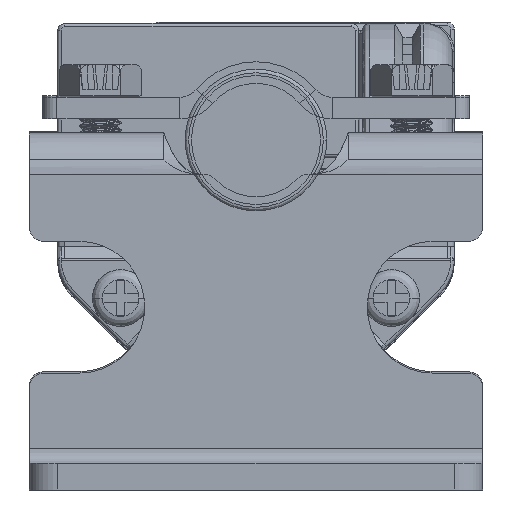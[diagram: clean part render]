
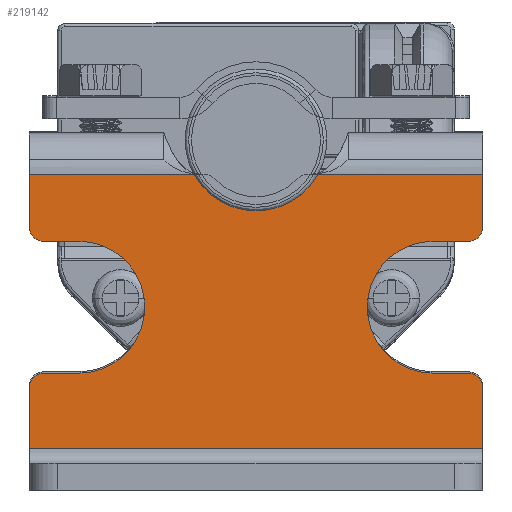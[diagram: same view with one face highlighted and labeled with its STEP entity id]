
A CAD part, front view. The second image highlights one B-rep face of the part: STEP entity #219142.
In plain terms, the highlighted planar face has unit normal (0, -1, 0).
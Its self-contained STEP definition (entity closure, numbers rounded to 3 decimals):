
#208600=CARTESIAN_POINT('',(-3.666,-1.9,21.3));
#208601=DIRECTION('',(0.,-1.,0.));
#208602=DIRECTION('',(0.733,0.,0.68));
#208603=AXIS2_PLACEMENT_3D('',#208600,#208601,#208602);
#208605=CARTESIAN_POINT('',(0.,-1.9,24.7));
#208606=DIRECTION('',(0.,1.,0.));
#208607=DIRECTION('',(0.733,0.,-0.68));
#208608=AXIS2_PLACEMENT_3D('',#208605,#208606,#208607);
#208610=CARTESIAN_POINT('',(3.666,-1.9,21.3));
#208611=DIRECTION('',(0.,-1.,0.));
#208612=DIRECTION('',(0.,0.,1.));
#208613=AXIS2_PLACEMENT_3D('',#208610,#208611,#208612);
#208615=DIRECTION('',(-1.,0.,0.));
#208616=VECTOR('',#208615,0.313);
#208617=CARTESIAN_POINT('',(3.979,-1.9,22.3));
#208618=LINE('',#208617,#208616);
#208619=CARTESIAN_POINT('',(15.,-1.9,18.55));
#208620=DIRECTION('',(0.,-1.,0.));
#208621=DIRECTION('',(0.,0.,-1.));
#208622=AXIS2_PLACEMENT_3D('',#208619,#208620,#208621);
#208624=DIRECTION('',(-1.,0.,0.));
#208625=VECTOR('',#208624,2.5);
#208626=CARTESIAN_POINT('',(15.,-1.9,17.55));
#208627=LINE('',#208626,#208625);
#208628=CARTESIAN_POINT('',(12.5,-1.9,12.9));
#208629=DIRECTION('',(0.,-1.,0.));
#208630=DIRECTION('',(0.,0.,1.));
#208631=AXIS2_PLACEMENT_3D('',#208628,#208629,#208630);
#208633=DIRECTION('',(-1.,0.,0.));
#208634=VECTOR('',#208633,2.5);
#208635=CARTESIAN_POINT('',(15.,-1.9,8.25));
#208636=LINE('',#208635,#208634);
#208637=CARTESIAN_POINT('',(15.,-1.9,7.25));
#208638=DIRECTION('',(0.,-1.,0.));
#208639=DIRECTION('',(1.,0.,0.));
#208640=AXIS2_PLACEMENT_3D('',#208637,#208638,#208639);
#208642=DIRECTION('',(1.,0.,0.));
#208643=VECTOR('',#208642,32.);
#208644=CARTESIAN_POINT('',(-16.,-1.9,2.9));
#208645=LINE('',#208644,#208643);
#208646=CARTESIAN_POINT('',(-15.,-1.9,7.25));
#208647=DIRECTION('',(0.,-1.,0.));
#208648=DIRECTION('',(0.,0.,1.));
#208649=AXIS2_PLACEMENT_3D('',#208646,#208647,#208648);
#208651=DIRECTION('',(1.,0.,0.));
#208652=VECTOR('',#208651,2.5);
#208653=CARTESIAN_POINT('',(-15.,-1.9,8.25));
#208654=LINE('',#208653,#208652);
#208655=CARTESIAN_POINT('',(-12.5,-1.9,12.9));
#208656=DIRECTION('',(0.,-1.,0.));
#208657=DIRECTION('',(0.,0.,-1.));
#208658=AXIS2_PLACEMENT_3D('',#208655,#208656,#208657);
#208660=DIRECTION('',(1.,0.,0.));
#208661=VECTOR('',#208660,2.5);
#208662=CARTESIAN_POINT('',(-15.,-1.9,17.55));
#208663=LINE('',#208662,#208661);
#208664=CARTESIAN_POINT('',(-15.,-1.9,18.55));
#208665=DIRECTION('',(0.,-1.,0.));
#208666=DIRECTION('',(-1.,0.,0.));
#208667=AXIS2_PLACEMENT_3D('',#208664,#208665,#208666);
#208669=DIRECTION('',(-1.,0.,0.));
#208670=VECTOR('',#208669,0.313);
#208671=CARTESIAN_POINT('',(-3.666,-1.9,22.3));
#208672=LINE('',#208671,#208670);
#208928=CARTESIAN_POINT('',(-3.979,-1.9,22.3));
#208930=DIRECTION('',(1.,0.,0.));
#208931=VECTOR('',#208930,12.021);
#208932=CARTESIAN_POINT('',(-16.,-1.9,22.3));
#208933=LINE('',#208932,#208931);
#209430=CARTESIAN_POINT('',(3.979,-1.9,22.3));
#209454=DIRECTION('',(1.,0.,0.));
#209455=VECTOR('',#209454,12.021);
#209456=CARTESIAN_POINT('',(3.979,-1.9,22.3));
#209457=LINE('',#209456,#209455);
#209478=DIRECTION('',(0.,0.,1.));
#209479=VECTOR('',#209478,3.75);
#209480=CARTESIAN_POINT('',(16.,-1.9,18.55));
#209481=LINE('',#209480,#209479);
#209514=DIRECTION('',(0.,0.,1.));
#209515=VECTOR('',#209514,4.35);
#209516=CARTESIAN_POINT('',(16.,-1.9,2.9));
#209517=LINE('',#209516,#209515);
#215555=DIRECTION('',(0.,0.,1.));
#215556=VECTOR('',#215555,3.75);
#215557=CARTESIAN_POINT('',(-16.,-1.9,18.55));
#215558=LINE('',#215557,#215556);
#215579=DIRECTION('',(0.,0.,1.));
#215580=VECTOR('',#215579,4.35);
#215581=CARTESIAN_POINT('',(-16.,-1.9,2.9));
#215582=LINE('',#215581,#215580);
#218128=CARTESIAN_POINT('',(12.5,-1.9,17.55));
#218129=CARTESIAN_POINT('',(12.5,-1.9,8.25));
#218130=VERTEX_POINT('',#218128);
#218131=VERTEX_POINT('',#218129);
#218132=CARTESIAN_POINT('',(-12.5,-1.9,8.25));
#218133=CARTESIAN_POINT('',(-12.5,-1.9,17.55));
#218134=VERTEX_POINT('',#218132);
#218135=VERTEX_POINT('',#218133);
#218160=CARTESIAN_POINT('',(16.,-1.9,7.25));
#218161=VERTEX_POINT('',#218160);
#218162=CARTESIAN_POINT('',(15.,-1.9,8.25));
#218163=VERTEX_POINT('',#218162);
#218168=CARTESIAN_POINT('',(15.,-1.9,17.55));
#218169=VERTEX_POINT('',#218168);
#218170=CARTESIAN_POINT('',(16.,-1.9,18.55));
#218171=VERTEX_POINT('',#218170);
#218176=CARTESIAN_POINT('',(-16.,-1.9,18.55));
#218177=VERTEX_POINT('',#218176);
#218178=CARTESIAN_POINT('',(-15.,-1.9,17.55));
#218179=VERTEX_POINT('',#218178);
#218184=CARTESIAN_POINT('',(-15.,-1.9,8.25));
#218185=VERTEX_POINT('',#218184);
#218186=CARTESIAN_POINT('',(-16.,-1.9,7.25));
#218187=VERTEX_POINT('',#218186);
#218196=CARTESIAN_POINT('',(-16.,-1.9,2.9));
#218197=VERTEX_POINT('',#218196);
#218198=CARTESIAN_POINT('',(-16.,-1.9,22.3));
#218199=VERTEX_POINT('',#218198);
#218200=CARTESIAN_POINT('',(16.,-1.9,2.9));
#218201=VERTEX_POINT('',#218200);
#218202=CARTESIAN_POINT('',(16.,-1.9,22.3));
#218203=VERTEX_POINT('',#218202);
#218294=VERTEX_POINT('',#208928);
#218295=VERTEX_POINT('',#209430);
#218304=CARTESIAN_POINT('',(-2.933,-1.9,21.98));
#218305=VERTEX_POINT('',#218304);
#218306=CARTESIAN_POINT('',(-3.666,-1.9,22.3));
#218307=VERTEX_POINT('',#218306);
#218312=CARTESIAN_POINT('',(3.666,-1.9,22.3));
#218313=VERTEX_POINT('',#218312);
#218314=CARTESIAN_POINT('',(2.933,-1.9,21.98));
#218315=VERTEX_POINT('',#218314);
#219092=CARTESIAN_POINT('',(-16.,-1.9,2.9));
#219093=DIRECTION('',(0.,1.,0.));
#219094=DIRECTION('',(0.,0.,1.));
#219095=AXIS2_PLACEMENT_3D('',#219092,#219093,#219094);
#219096=PLANE('',#219095);
#219098=ORIENTED_EDGE('',*,*,#219097,.F.);
#219100=ORIENTED_EDGE('',*,*,#219099,.F.);
#219102=ORIENTED_EDGE('',*,*,#219101,.F.);
#219104=ORIENTED_EDGE('',*,*,#219103,.F.);
#219106=ORIENTED_EDGE('',*,*,#219105,.T.);
#219108=ORIENTED_EDGE('',*,*,#219107,.F.);
#219110=ORIENTED_EDGE('',*,*,#219109,.F.);
#219112=ORIENTED_EDGE('',*,*,#219111,.T.);
#219114=ORIENTED_EDGE('',*,*,#219113,.T.);
#219116=ORIENTED_EDGE('',*,*,#219115,.F.);
#219118=ORIENTED_EDGE('',*,*,#219117,.F.);
#219120=ORIENTED_EDGE('',*,*,#219119,.F.);
#219121=ORIENTED_EDGE('',*,*,#219085,.F.);
#219123=ORIENTED_EDGE('',*,*,#219122,.T.);
#219125=ORIENTED_EDGE('',*,*,#219124,.F.);
#219127=ORIENTED_EDGE('',*,*,#219126,.T.);
#219129=ORIENTED_EDGE('',*,*,#219128,.T.);
#219131=ORIENTED_EDGE('',*,*,#219130,.F.);
#219133=ORIENTED_EDGE('',*,*,#219132,.F.);
#219135=ORIENTED_EDGE('',*,*,#219134,.T.);
#219137=ORIENTED_EDGE('',*,*,#219136,.T.);
#219139=ORIENTED_EDGE('',*,*,#219138,.F.);
#219140=EDGE_LOOP('',(#219098,#219100,#219102,#219104,#219106,#219108,#219110,
#219112,#219114,#219116,#219118,#219120,#219121,#219123,#219125,#219127,#219129,
#219131,#219133,#219135,#219137,#219139));
#219141=FACE_OUTER_BOUND('',#219140,.F.);
#219142=ADVANCED_FACE('',(#219141),#219096,.F.);
#208604=CIRCLE('',#208603,1.);
#208609=CIRCLE('',#208608,4.);
#208614=CIRCLE('',#208613,1.);
#208623=CIRCLE('',#208622,1.);
#208632=CIRCLE('',#208631,4.65);
#208641=CIRCLE('',#208640,1.);
#208650=CIRCLE('',#208649,1.);
#208659=CIRCLE('',#208658,4.65);
#208668=CIRCLE('',#208667,1.);
#219085=EDGE_CURVE('',#218197,#218201,#208645,.T.);
#219097=EDGE_CURVE('',#218305,#218307,#208604,.T.);
#219099=EDGE_CURVE('',#218315,#218305,#208609,.T.);
#219101=EDGE_CURVE('',#218313,#218315,#208614,.T.);
#219103=EDGE_CURVE('',#218295,#218313,#208618,.T.);
#219105=EDGE_CURVE('',#218295,#218203,#209457,.T.);
#219107=EDGE_CURVE('',#218171,#218203,#209481,.T.);
#219109=EDGE_CURVE('',#218169,#218171,#208623,.T.);
#219111=EDGE_CURVE('',#218169,#218130,#208627,.T.);
#219113=EDGE_CURVE('',#218130,#218131,#208632,.T.);
#219115=EDGE_CURVE('',#218163,#218131,#208636,.T.);
#219117=EDGE_CURVE('',#218161,#218163,#208641,.T.);
#219119=EDGE_CURVE('',#218201,#218161,#209517,.T.);
#219122=EDGE_CURVE('',#218197,#218187,#215582,.T.);
#219124=EDGE_CURVE('',#218185,#218187,#208650,.T.);
#219126=EDGE_CURVE('',#218185,#218134,#208654,.T.);
#219128=EDGE_CURVE('',#218134,#218135,#208659,.T.);
#219130=EDGE_CURVE('',#218179,#218135,#208663,.T.);
#219132=EDGE_CURVE('',#218177,#218179,#208668,.T.);
#219134=EDGE_CURVE('',#218177,#218199,#215558,.T.);
#219136=EDGE_CURVE('',#218199,#218294,#208933,.T.);
#219138=EDGE_CURVE('',#218307,#218294,#208672,.T.);
